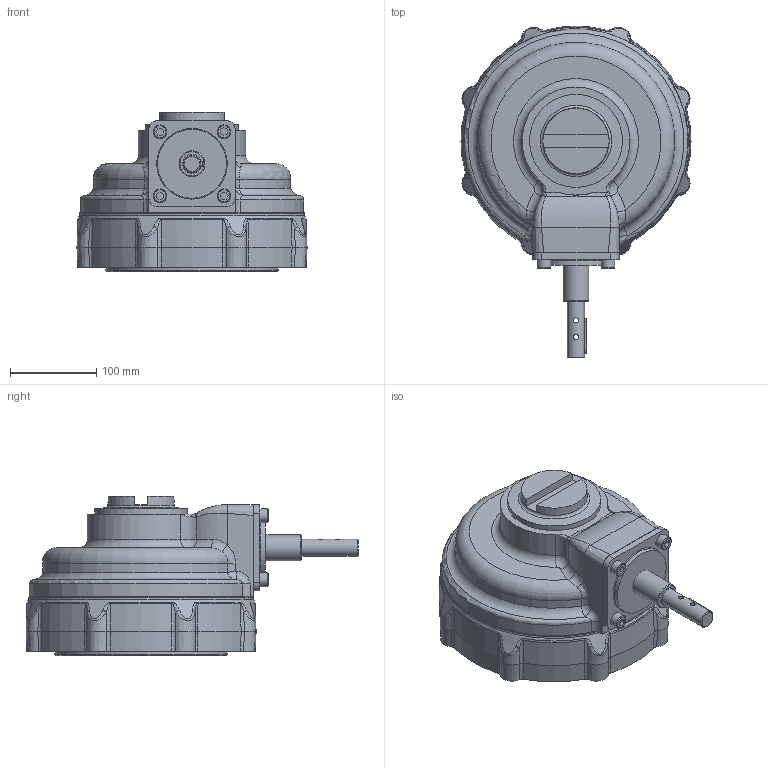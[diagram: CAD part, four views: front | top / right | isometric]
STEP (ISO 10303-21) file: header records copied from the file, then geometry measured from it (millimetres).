
FILE_DESCRIPTION(/* description */ ('Unknown','CAx-IF Rec.Pracs.---Representation and Presentation of Product Manufacturing Information (PMI)---4.0---2014-10-13','CAx-IF Rec.Pracs.---3D Tessellated Geometry---0.4---2014-09-14','2;1'),/* implementation_level */ '2;1');
FILE_NAME(/* name */ 'PUB-HOB7-6-MAN-F25',/* time_stamp */ '2019-09-10T09:15:11+01:00',/* author */ ('Unknown'),/* organization */ ('Unknown'),/* preprocessor_version */ 'ST-DEVELOPER v16.7',/* originating_system */ 'DEX',/* authorisation */ $);
FILE_SCHEMA (('AP242_MANAGED_MODEL_BASED_3D_ENGINEERING_MIM_LF { 1 0 10303 442 20130219 1 4 }'));
Length unit declared in the file: millimetre
Products named in the file (1): PUB-HOB7-6-MAN-F25
Bounding box: 267 x 385.24 x 184.75 mm (x, y, z)
Surface area: 359264.2 mm2 (no closed solid volume)
Topology: 0 solids, 24 shells, 352 faces, 885 edges, 574 vertices
Faces by surface type: plane 140, bspline 72, cone 61, cylinder 54, torus 25
Full cylindrical faces by diameter (mm): 6 x2, 13.8 x8, 13.835 x8, 16 x4, 20 x1, 30 x1, 60.325 x1, 80 x1, 90.15 x1, 90.3 x1, 107.95 x1, 199.95 x1, 219.95 x1, 220 x1
Entity records: 14363 total; most frequent: CARTESIAN_POINT 6413, ORIENTED_EDGE 1461, DIRECTION 1454, EDGE_CURVE 783, AXIS2_PLACEMENT_3D 584, VERTEX_POINT 553, FACE_BOUND 513, EDGE_LOOP 505
